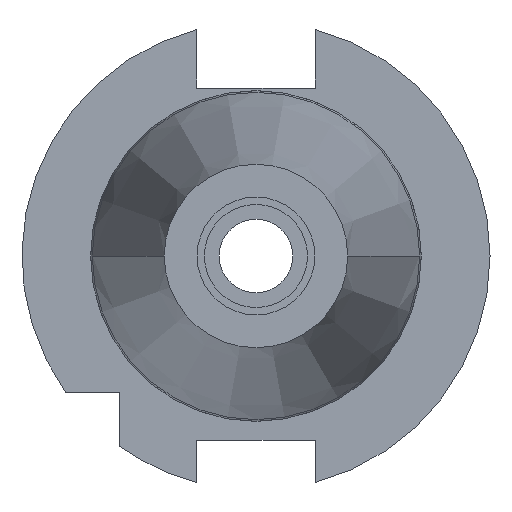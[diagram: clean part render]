
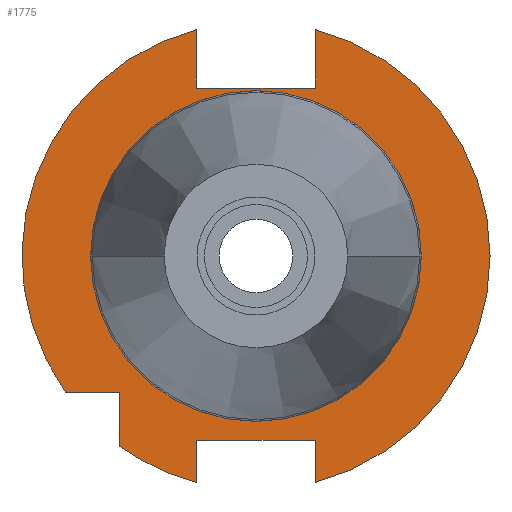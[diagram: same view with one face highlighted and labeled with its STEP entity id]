
A CAD part, left-side view. The second image highlights one B-rep face of the part: STEP entity #1775.
In plain terms, the highlighted planar face has unit normal (-1, 0, 0).
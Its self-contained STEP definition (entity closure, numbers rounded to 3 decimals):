
#463=CARTESIAN_POINT('',(3.2,0.,0.));
#464=DIRECTION('',(1.,0.,0.));
#465=DIRECTION('',(0.,1.,0.));
#466=AXIS2_PLACEMENT_3D('',#463,#464,#465);
#485=CARTESIAN_POINT('',(3.2,0.,0.));
#486=DIRECTION('',(-1.,0.,0.));
#487=DIRECTION('',(0.,1.,0.));
#488=AXIS2_PLACEMENT_3D('',#485,#486,#487);
#493=DIRECTION('',(0.,-1.,0.));
#494=VECTOR('',#493,7.334);
#495=CARTESIAN_POINT('',(3.2,25.834,-18.5));
#496=LINE('',#495,#494);
#500=DIRECTION('',(0.,0.,-1.));
#501=VECTOR('',#500,7.938);
#502=CARTESIAN_POINT('',(3.2,8.05,30.738));
#503=LINE('',#502,#501);
#507=DIRECTION('',(0.,1.,0.));
#508=VECTOR('',#507,16.1);
#509=CARTESIAN_POINT('',(3.2,-8.05,22.8));
#510=LINE('',#509,#508);
#514=DIRECTION('',(0.,0.,-1.));
#515=VECTOR('',#514,7.938);
#516=CARTESIAN_POINT('',(3.2,-8.05,30.738));
#517=LINE('',#516,#515);
#521=DIRECTION('',(0.,0.,1.));
#522=VECTOR('',#521,5.738);
#523=CARTESIAN_POINT('',(3.2,-8.05,-30.738));
#524=LINE('',#523,#522);
#528=DIRECTION('',(0.,1.,0.));
#529=VECTOR('',#528,16.1);
#530=CARTESIAN_POINT('',(3.2,-8.05,-25.));
#531=LINE('',#530,#529);
#535=DIRECTION('',(0.,0.,1.));
#536=VECTOR('',#535,5.738);
#537=CARTESIAN_POINT('',(3.2,8.05,-30.738));
#538=LINE('',#537,#536);
#542=DIRECTION('',(0.,0.,1.));
#543=VECTOR('',#542,7.334);
#544=CARTESIAN_POINT('',(3.2,18.5,-25.834));
#545=LINE('',#544,#543);
#1009=CARTESIAN_POINT('',(3.2,0.,0.));
#1010=DIRECTION('',(-1.,0.,0.));
#1011=DIRECTION('',(0.,-0.253,-0.967));
#1012=AXIS2_PLACEMENT_3D('',#1009,#1010,#1011);
#1054=CARTESIAN_POINT('',(3.2,0.,0.));
#1055=DIRECTION('',(-1.,0.,0.));
#1056=DIRECTION('',(0.,0.253,0.967));
#1057=AXIS2_PLACEMENT_3D('',#1054,#1055,#1056);
#1069=CARTESIAN_POINT('',(3.2,0.,0.));
#1070=DIRECTION('',(-1.,0.,0.));
#1071=DIRECTION('',(0.,0.582,-0.813));
#1072=AXIS2_PLACEMENT_3D('',#1069,#1070,#1071);
#1136=CARTESIAN_POINT('',(3.2,22.334,0.));
#1138=VERTEX_POINT('',#1136);
#1146=CARTESIAN_POINT('',(3.2,-22.334,0.));
#1148=VERTEX_POINT('',#1146);
#1172=CARTESIAN_POINT('',(3.2,8.05,30.738));
#1173=VERTEX_POINT('',#1172);
#1174=CARTESIAN_POINT('',(3.2,-8.05,30.738));
#1175=VERTEX_POINT('',#1174);
#1176=CARTESIAN_POINT('',(3.2,-8.05,22.8));
#1177=CARTESIAN_POINT('',(3.2,8.05,22.8));
#1178=VERTEX_POINT('',#1176);
#1179=VERTEX_POINT('',#1177);
#1210=CARTESIAN_POINT('',(3.2,8.05,-30.738));
#1211=VERTEX_POINT('',#1210);
#1212=CARTESIAN_POINT('',(3.2,-8.05,-30.738));
#1213=VERTEX_POINT('',#1212);
#1214=CARTESIAN_POINT('',(3.2,-8.05,-25.));
#1215=CARTESIAN_POINT('',(3.2,8.05,-25.));
#1216=VERTEX_POINT('',#1214);
#1217=VERTEX_POINT('',#1215);
#1242=CARTESIAN_POINT('',(3.2,25.834,-18.5));
#1243=VERTEX_POINT('',#1242);
#1244=CARTESIAN_POINT('',(3.2,18.5,-25.834));
#1245=VERTEX_POINT('',#1244);
#1246=CARTESIAN_POINT('',(3.2,18.5,-18.5));
#1247=VERTEX_POINT('',#1246);
#1742=CARTESIAN_POINT('',(3.2,0.,0.));
#1743=DIRECTION('',(1.,0.,0.));
#1744=DIRECTION('',(0.,-1.,0.));
#1745=AXIS2_PLACEMENT_3D('',#1742,#1743,#1744);
#1746=PLANE('',#1745);
#1748=ORIENTED_EDGE('',*,*,#1747,.F.);
#1750=ORIENTED_EDGE('',*,*,#1749,.F.);
#1752=ORIENTED_EDGE('',*,*,#1751,.T.);
#1754=ORIENTED_EDGE('',*,*,#1753,.F.);
#1756=ORIENTED_EDGE('',*,*,#1755,.F.);
#1758=ORIENTED_EDGE('',*,*,#1757,.F.);
#1760=ORIENTED_EDGE('',*,*,#1759,.T.);
#1762=ORIENTED_EDGE('',*,*,#1761,.T.);
#1764=ORIENTED_EDGE('',*,*,#1763,.F.);
#1766=ORIENTED_EDGE('',*,*,#1765,.F.);
#1768=ORIENTED_EDGE('',*,*,#1767,.T.);
#1769=EDGE_LOOP('',(#1748,#1750,#1752,#1754,#1756,#1758,#1760,#1762,#1764,#1766,
#1768));
#1770=FACE_OUTER_BOUND('',#1769,.F.);
#1771=ORIENTED_EDGE('',*,*,#1737,.T.);
#1772=ORIENTED_EDGE('',*,*,#1721,.F.);
#1773=EDGE_LOOP('',(#1771,#1772));
#1774=FACE_BOUND('',#1773,.F.);
#467=CIRCLE('',#466,22.334);
#489=CIRCLE('',#488,22.334);
#1013=CIRCLE('',#1012,31.775);
#1058=CIRCLE('',#1057,31.775);
#1073=CIRCLE('',#1072,31.775);
#1721=EDGE_CURVE('',#1138,#1148,#467,.T.);
#1737=EDGE_CURVE('',#1138,#1148,#489,.T.);
#1747=EDGE_CURVE('',#1243,#1247,#496,.T.);
#1749=EDGE_CURVE('',#1173,#1243,#1058,.T.);
#1751=EDGE_CURVE('',#1173,#1179,#503,.T.);
#1753=EDGE_CURVE('',#1178,#1179,#510,.T.);
#1755=EDGE_CURVE('',#1175,#1178,#517,.T.);
#1757=EDGE_CURVE('',#1213,#1175,#1013,.T.);
#1759=EDGE_CURVE('',#1213,#1216,#524,.T.);
#1761=EDGE_CURVE('',#1216,#1217,#531,.T.);
#1763=EDGE_CURVE('',#1211,#1217,#538,.T.);
#1765=EDGE_CURVE('',#1245,#1211,#1073,.T.);
#1767=EDGE_CURVE('',#1245,#1247,#545,.T.);
#1775=ADVANCED_FACE('',(#1770,#1774),#1746,.F.);
